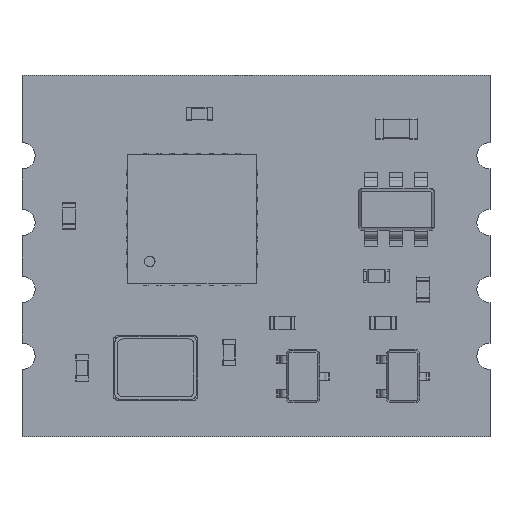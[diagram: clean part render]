
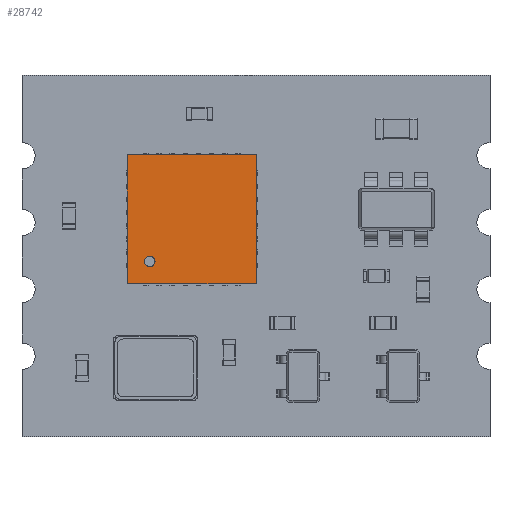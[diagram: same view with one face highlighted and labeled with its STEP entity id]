
A CAD part, top view. The second image highlights one B-rep face of the part: STEP entity #28742.
In plain terms, the highlighted free-form (B-spline) face has degree [1, 1] with [2, 2] control points.
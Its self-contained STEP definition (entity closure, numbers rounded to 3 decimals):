
#16987 = B_SPLINE_SURFACE_WITH_KNOTS('',1,1,(
    (#16988,#16989)
    ,(#16990,#16991
    )),.UNSPECIFIED.,.F.,.F.,.F.,(2,2),(2,2),(0.,1.),(-4.9,0.),
  .PIECEWISE_BEZIER_KNOTS.);
#16988 = CARTESIAN_POINT('',(2.45,2.45,0.1));
#16989 = CARTESIAN_POINT('',(-2.45,2.45,0.1));
#16990 = CARTESIAN_POINT('',(2.45,2.45,1.1));
#16991 = CARTESIAN_POINT('',(-2.45,2.45,1.1));
#17012 = B_SPLINE_SURFACE_WITH_KNOTS('',1,1,(
    (#17013,#17014)
    ,(#17015,#17016
    )),.UNSPECIFIED.,.F.,.F.,.F.,(2,2),(2,2),(0.,1.),(0.,4.9),
  .PIECEWISE_BEZIER_KNOTS.);
#17013 = CARTESIAN_POINT('',(-2.45,2.45,0.1));
#17014 = CARTESIAN_POINT('',(-2.45,-2.45,0.1));
#17015 = CARTESIAN_POINT('',(-2.45,2.45,1.1));
#17016 = CARTESIAN_POINT('',(-2.45,-2.45,1.1));
#17797 = B_SPLINE_SURFACE_WITH_KNOTS('',1,1,(
    (#17798,#17799)
    ,(#17800,#17801
    )),.UNSPECIFIED.,.F.,.F.,.F.,(2,2),(2,2),(0.,1.),(-4.9,0.),
  .PIECEWISE_BEZIER_KNOTS.);
#17798 = CARTESIAN_POINT('',(2.45,-2.45,0.1));
#17799 = CARTESIAN_POINT('',(-2.45,-2.45,0.1));
#17800 = CARTESIAN_POINT('',(2.45,-2.45,1.1));
#17801 = CARTESIAN_POINT('',(-2.45,-2.45,1.1));
#18582 = B_SPLINE_SURFACE_WITH_KNOTS('',1,1,(
    (#18583,#18584)
    ,(#18585,#18586
    )),.UNSPECIFIED.,.F.,.F.,.F.,(2,2),(2,2),(0.,1.),(0.,4.9),
  .PIECEWISE_BEZIER_KNOTS.);
#18583 = CARTESIAN_POINT('',(2.45,2.45,0.1));
#18584 = CARTESIAN_POINT('',(2.45,-2.45,0.1));
#18585 = CARTESIAN_POINT('',(2.45,2.45,1.1));
#18586 = CARTESIAN_POINT('',(2.45,-2.45,1.1));
#20121 = EDGE_CURVE('',#20122,#20124,#20126,.T.);
#20122 = VERTEX_POINT('',#20123);
#20123 = CARTESIAN_POINT('',(-2.45,2.45,1.1));
#20124 = VERTEX_POINT('',#20125);
#20125 = CARTESIAN_POINT('',(2.45,2.45,1.1));
#20126 = SURFACE_CURVE('',#20127,(#20130,#20136),.PCURVE_S1.);
#20127 = B_SPLINE_CURVE_WITH_KNOTS('',1,(#20128,#20129),.UNSPECIFIED.,
  .F.,.F.,(2,2),(0.,4.9),.PIECEWISE_BEZIER_KNOTS.);
#20128 = CARTESIAN_POINT('',(-2.45,2.45,1.1));
#20129 = CARTESIAN_POINT('',(2.45,2.45,1.1));
#20130 = PCURVE('',#16987,#20131);
#20131 = DEFINITIONAL_REPRESENTATION('',(#20132),#20135);
#20132 = B_SPLINE_CURVE_WITH_KNOTS('',1,(#20133,#20134),.UNSPECIFIED.,
  .F.,.F.,(2,2),(0.,4.9),.PIECEWISE_BEZIER_KNOTS.);
#20133 = CARTESIAN_POINT('',(1.,0.));
#20134 = CARTESIAN_POINT('',(1.,-4.9));
#20135 = ( GEOMETRIC_REPRESENTATION_CONTEXT(2) 
PARAMETRIC_REPRESENTATION_CONTEXT() REPRESENTATION_CONTEXT('2D SPACE',''
  ) );
#20136 = PCURVE('',#20137,#20142);
#20137 = B_SPLINE_SURFACE_WITH_KNOTS('',1,1,(
    (#20138,#20139)
    ,(#20140,#20141
    )),.UNSPECIFIED.,.F.,.F.,.F.,(2,2),(2,2),(0.,4.9),(
    0.,4.9),.PIECEWISE_BEZIER_KNOTS.);
#20138 = CARTESIAN_POINT('',(-2.45,2.45,1.1));
#20139 = CARTESIAN_POINT('',(2.45,2.45,1.1));
#20140 = CARTESIAN_POINT('',(-2.45,-2.45,1.1));
#20141 = CARTESIAN_POINT('',(2.45,-2.45,1.1));
#20142 = DEFINITIONAL_REPRESENTATION('',(#20143),#20146);
#20143 = B_SPLINE_CURVE_WITH_KNOTS('',1,(#20144,#20145),.UNSPECIFIED.,
  .F.,.F.,(2,2),(0.,4.9),.PIECEWISE_BEZIER_KNOTS.);
#20144 = CARTESIAN_POINT('',(0.,0.));
#20145 = CARTESIAN_POINT('',(0.,4.9));
#20146 = ( GEOMETRIC_REPRESENTATION_CONTEXT(2) 
PARAMETRIC_REPRESENTATION_CONTEXT() REPRESENTATION_CONTEXT('2D SPACE',''
  ) );
#20702 = EDGE_CURVE('',#20122,#20703,#20705,.T.);
#20703 = VERTEX_POINT('',#20704);
#20704 = CARTESIAN_POINT('',(-2.45,-2.45,1.1));
#20705 = SURFACE_CURVE('',#20706,(#20709,#20715),.PCURVE_S1.);
#20706 = B_SPLINE_CURVE_WITH_KNOTS('',1,(#20707,#20708),.UNSPECIFIED.,
  .F.,.F.,(2,2),(0.,4.9),.PIECEWISE_BEZIER_KNOTS.);
#20707 = CARTESIAN_POINT('',(-2.45,2.45,1.1));
#20708 = CARTESIAN_POINT('',(-2.45,-2.45,1.1));
#20709 = PCURVE('',#17012,#20710);
#20710 = DEFINITIONAL_REPRESENTATION('',(#20711),#20714);
#20711 = B_SPLINE_CURVE_WITH_KNOTS('',1,(#20712,#20713),.UNSPECIFIED.,
  .F.,.F.,(2,2),(0.,4.9),.PIECEWISE_BEZIER_KNOTS.);
#20712 = CARTESIAN_POINT('',(1.,0.));
#20713 = CARTESIAN_POINT('',(1.,4.9));
#20714 = ( GEOMETRIC_REPRESENTATION_CONTEXT(2) 
PARAMETRIC_REPRESENTATION_CONTEXT() REPRESENTATION_CONTEXT('2D SPACE',''
  ) );
#20715 = PCURVE('',#20137,#20716);
#20716 = DEFINITIONAL_REPRESENTATION('',(#20717),#20720);
#20717 = B_SPLINE_CURVE_WITH_KNOTS('',1,(#20718,#20719),.UNSPECIFIED.,
  .F.,.F.,(2,2),(0.,4.9),.PIECEWISE_BEZIER_KNOTS.);
#20718 = CARTESIAN_POINT('',(0.,0.));
#20719 = CARTESIAN_POINT('',(4.9,0.));
#20720 = ( GEOMETRIC_REPRESENTATION_CONTEXT(2) 
PARAMETRIC_REPRESENTATION_CONTEXT() REPRESENTATION_CONTEXT('2D SPACE',''
  ) );
#24457 = EDGE_CURVE('',#20124,#24458,#24460,.T.);
#24458 = VERTEX_POINT('',#24459);
#24459 = CARTESIAN_POINT('',(2.45,-2.45,1.1));
#24460 = SURFACE_CURVE('',#24461,(#24464,#24470),.PCURVE_S1.);
#24461 = B_SPLINE_CURVE_WITH_KNOTS('',1,(#24462,#24463),.UNSPECIFIED.,
  .F.,.F.,(2,2),(0.,4.9),.PIECEWISE_BEZIER_KNOTS.);
#24462 = CARTESIAN_POINT('',(2.45,2.45,1.1));
#24463 = CARTESIAN_POINT('',(2.45,-2.45,1.1));
#24464 = PCURVE('',#18582,#24465);
#24465 = DEFINITIONAL_REPRESENTATION('',(#24466),#24469);
#24466 = B_SPLINE_CURVE_WITH_KNOTS('',1,(#24467,#24468),.UNSPECIFIED.,
  .F.,.F.,(2,2),(0.,4.9),.PIECEWISE_BEZIER_KNOTS.);
#24467 = CARTESIAN_POINT('',(1.,0.));
#24468 = CARTESIAN_POINT('',(1.,4.9));
#24469 = ( GEOMETRIC_REPRESENTATION_CONTEXT(2) 
PARAMETRIC_REPRESENTATION_CONTEXT() REPRESENTATION_CONTEXT('2D SPACE',''
  ) );
#24470 = PCURVE('',#20137,#24471);
#24471 = DEFINITIONAL_REPRESENTATION('',(#24472),#24475);
#24472 = B_SPLINE_CURVE_WITH_KNOTS('',1,(#24473,#24474),.UNSPECIFIED.,
  .F.,.F.,(2,2),(0.,4.9),.PIECEWISE_BEZIER_KNOTS.);
#24473 = CARTESIAN_POINT('',(0.,4.9));
#24474 = CARTESIAN_POINT('',(4.9,4.9));
#24475 = ( GEOMETRIC_REPRESENTATION_CONTEXT(2) 
PARAMETRIC_REPRESENTATION_CONTEXT() REPRESENTATION_CONTEXT('2D SPACE',''
  ) );
#25010 = EDGE_CURVE('',#20703,#24458,#25011,.T.);
#25011 = SURFACE_CURVE('',#25012,(#25015,#25021),.PCURVE_S1.);
#25012 = B_SPLINE_CURVE_WITH_KNOTS('',1,(#25013,#25014),.UNSPECIFIED.,
  .F.,.F.,(2,2),(0.,4.9),.PIECEWISE_BEZIER_KNOTS.);
#25013 = CARTESIAN_POINT('',(-2.45,-2.45,1.1));
#25014 = CARTESIAN_POINT('',(2.45,-2.45,1.1));
#25015 = PCURVE('',#17797,#25016);
#25016 = DEFINITIONAL_REPRESENTATION('',(#25017),#25020);
#25017 = B_SPLINE_CURVE_WITH_KNOTS('',1,(#25018,#25019),.UNSPECIFIED.,
  .F.,.F.,(2,2),(0.,4.9),.PIECEWISE_BEZIER_KNOTS.);
#25018 = CARTESIAN_POINT('',(1.,0.));
#25019 = CARTESIAN_POINT('',(1.,-4.9));
#25020 = ( GEOMETRIC_REPRESENTATION_CONTEXT(2) 
PARAMETRIC_REPRESENTATION_CONTEXT() REPRESENTATION_CONTEXT('2D SPACE',''
  ) );
#25021 = PCURVE('',#20137,#25022);
#25022 = DEFINITIONAL_REPRESENTATION('',(#25023),#25026);
#25023 = B_SPLINE_CURVE_WITH_KNOTS('',1,(#25024,#25025),.UNSPECIFIED.,
  .F.,.F.,(2,2),(0.,4.9),.PIECEWISE_BEZIER_KNOTS.);
#25024 = CARTESIAN_POINT('',(4.9,0.));
#25025 = CARTESIAN_POINT('',(4.9,4.9));
#25026 = ( GEOMETRIC_REPRESENTATION_CONTEXT(2) 
PARAMETRIC_REPRESENTATION_CONTEXT() REPRESENTATION_CONTEXT('2D SPACE',''
  ) );
#28742 = ADVANCED_FACE('',(#28743,#28749),#20137,.T.);
#28743 = FACE_BOUND('',#28744,.T.);
#28744 = EDGE_LOOP('',(#28745,#28746,#28747,#28748));
#28745 = ORIENTED_EDGE('',*,*,#20121,.F.);
#28746 = ORIENTED_EDGE('',*,*,#20702,.T.);
#28747 = ORIENTED_EDGE('',*,*,#25010,.T.);
#28748 = ORIENTED_EDGE('',*,*,#24457,.F.);
#28749 = FACE_BOUND('',#28750,.T.);
#28750 = EDGE_LOOP('',(#28751));
#28751 = ORIENTED_EDGE('',*,*,#28752,.T.);
#28752 = EDGE_CURVE('',#28753,#28753,#28755,.T.);
#28753 = VERTEX_POINT('',#28754);
#28754 = CARTESIAN_POINT('',(-1.6,1.4,1.1));
#28755 = SURFACE_CURVE('',#28756,(#28764,#28775),.PCURVE_S1.);
#28756 = ( BOUNDED_CURVE() B_SPLINE_CURVE(2,(#28757,#28758,#28759,#28760
    ,#28761,#28762,#28763),.UNSPECIFIED.,.T.,.F.) 
B_SPLINE_CURVE_WITH_KNOTS((1,2,2,2,2,1),(-2.094,0.,
    2.094,4.189,6.283,8.378),
.UNSPECIFIED.) CURVE() GEOMETRIC_REPRESENTATION_ITEM() 
RATIONAL_B_SPLINE_CURVE((1.,0.5,1.,0.5,1.,0.5,1.)) REPRESENTATION_ITEM(
  '') );
#28757 = CARTESIAN_POINT('',(-1.6,1.4,1.1));
#28758 = CARTESIAN_POINT('',(-1.946,1.4,1.1));
#28759 = CARTESIAN_POINT('',(-1.773,1.7,1.1));
#28760 = CARTESIAN_POINT('',(-1.6,2.,1.1));
#28761 = CARTESIAN_POINT('',(-1.427,1.7,1.1));
#28762 = CARTESIAN_POINT('',(-1.254,1.4,1.1));
#28763 = CARTESIAN_POINT('',(-1.6,1.4,1.1));
#28764 = PCURVE('',#20137,#28765);
#28765 = DEFINITIONAL_REPRESENTATION('',(#28766),#28774);
#28766 = ( BOUNDED_CURVE() B_SPLINE_CURVE(2,(#28767,#28768,#28769,#28770
    ,#28771,#28772,#28773),.UNSPECIFIED.,.T.,.F.) 
B_SPLINE_CURVE_WITH_KNOTS((3,2,2,3),(0.,2.094,4.189,
6.283),.PIECEWISE_BEZIER_KNOTS.) CURVE() 
GEOMETRIC_REPRESENTATION_ITEM() RATIONAL_B_SPLINE_CURVE((1.,0.5,1.,0.5,
1.,0.5,1.)) REPRESENTATION_ITEM('') );
#28767 = CARTESIAN_POINT('',(1.05,0.85));
#28768 = CARTESIAN_POINT('',(1.05,0.504));
#28769 = CARTESIAN_POINT('',(0.75,0.677));
#28770 = CARTESIAN_POINT('',(0.45,0.85));
#28771 = CARTESIAN_POINT('',(0.75,1.023));
#28772 = CARTESIAN_POINT('',(1.05,1.196));
#28773 = CARTESIAN_POINT('',(1.05,0.85));
#28774 = ( GEOMETRIC_REPRESENTATION_CONTEXT(2) 
PARAMETRIC_REPRESENTATION_CONTEXT() REPRESENTATION_CONTEXT('2D SPACE',''
  ) );
#28775 = PCURVE('',#28776,#28791);
#28776 = ( BOUNDED_SURFACE() B_SPLINE_SURFACE(2,1,(
    (#28777,#28778)
    ,(#28779,#28780)
    ,(#28781,#28782)
    ,(#28783,#28784)
    ,(#28785,#28786)
    ,(#28787,#28788)
    ,(#28789,#28790
)),.UNSPECIFIED.,.T.,.F.,.F.) B_SPLINE_SURFACE_WITH_KNOTS((1,2,2,2,2,1),
  (2,2),(-2.094,0.,2.094,4.189,6.283,
    8.378),(0.1,0.2),.UNSPECIFIED.) 
GEOMETRIC_REPRESENTATION_ITEM() RATIONAL_B_SPLINE_SURFACE((
    (1.,1.)
    ,(0.5,0.5)
    ,(1.,1.)
    ,(0.5,0.5)
    ,(1.,1.)
    ,(0.5,0.5)
,(1.,1.))) REPRESENTATION_ITEM('') SURFACE() );
#28777 = CARTESIAN_POINT('',(-1.6,1.4,1.1));
#28778 = CARTESIAN_POINT('',(-1.6,1.4,1.));
#28779 = CARTESIAN_POINT('',(-1.946,1.4,1.1));
#28780 = CARTESIAN_POINT('',(-1.946,1.4,1.));
#28781 = CARTESIAN_POINT('',(-1.773,1.7,1.1));
#28782 = CARTESIAN_POINT('',(-1.773,1.7,1.));
#28783 = CARTESIAN_POINT('',(-1.6,2.,1.1));
#28784 = CARTESIAN_POINT('',(-1.6,2.,1.));
#28785 = CARTESIAN_POINT('',(-1.427,1.7,1.1));
#28786 = CARTESIAN_POINT('',(-1.427,1.7,1.));
#28787 = CARTESIAN_POINT('',(-1.254,1.4,1.1));
#28788 = CARTESIAN_POINT('',(-1.254,1.4,1.));
#28789 = CARTESIAN_POINT('',(-1.6,1.4,1.1));
#28790 = CARTESIAN_POINT('',(-1.6,1.4,1.));
#28791 = DEFINITIONAL_REPRESENTATION('',(#28792),#28800);
#28792 = B_SPLINE_CURVE_WITH_KNOTS('',2,(#28793,#28794,#28795,#28796,
    #28797,#28798,#28799),.UNSPECIFIED.,.F.,.F.,(3,2,2,3),(0.,
    2.094,4.189,6.283),
  .PIECEWISE_BEZIER_KNOTS.);
#28793 = CARTESIAN_POINT('',(0.,0.1));
#28794 = CARTESIAN_POINT('',(1.047,0.1));
#28795 = CARTESIAN_POINT('',(2.094,0.1));
#28796 = CARTESIAN_POINT('',(3.142,0.1));
#28797 = CARTESIAN_POINT('',(4.189,0.1));
#28798 = CARTESIAN_POINT('',(5.236,0.1));
#28799 = CARTESIAN_POINT('',(6.283,0.1));
#28800 = ( GEOMETRIC_REPRESENTATION_CONTEXT(2) 
PARAMETRIC_REPRESENTATION_CONTEXT() REPRESENTATION_CONTEXT('2D SPACE',''
  ) );
